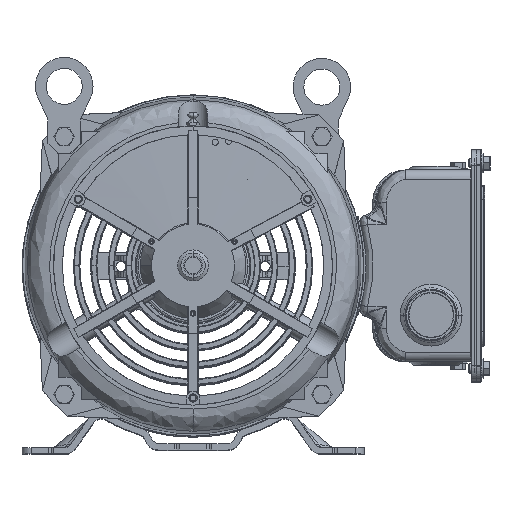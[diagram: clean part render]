
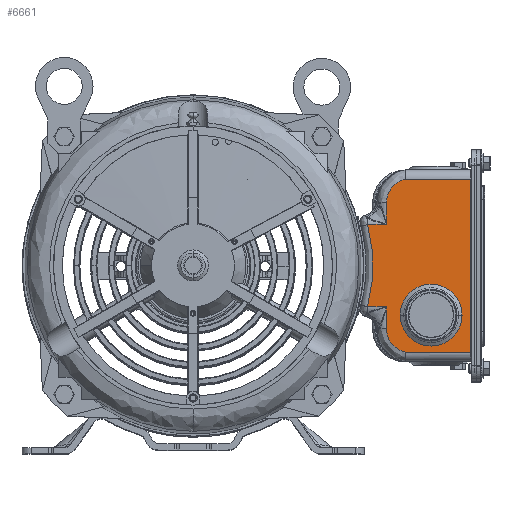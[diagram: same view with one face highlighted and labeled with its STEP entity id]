
A CAD part, top view. The second image highlights one B-rep face of the part: STEP entity #6661.
In plain terms, the highlighted planar face has unit normal (0, 0, 1).
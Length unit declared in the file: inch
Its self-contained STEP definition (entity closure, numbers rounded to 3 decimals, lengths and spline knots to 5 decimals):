
#266 = CARTESIAN_POINT ( 'NONE',  ( 5.372, 1.755, 15.5432 ) ) ;
#304 = VECTOR ( 'NONE', #23952, 39.37008 ) ;
#2072 = CARTESIAN_POINT ( 'NONE',  ( 5.91291, 2.4, 15.5432 ) ) ;
#4595 = VERTEX_POINT ( 'NONE', #123862 ) ;
#6419 = EDGE_LOOP ( 'NONE', ( #35339, #115064, #105070, #77405, #94520, #20616, #174909, #106985, #51209, #106485 ) ) ;
#6661 = ADVANCED_FACE ( 'NONE', ( #40197, #49490 ), #182161, .F. ) ;
#6792 = DIRECTION ( 'NONE',  ( 0., 0., -1. ) ) ;
#7222 = EDGE_CURVE ( 'NONE', #191070, #88920, #135383, .T. ) ;
#7518 = VERTEX_POINT ( 'NONE', #132514 ) ;
#7696 = DIRECTION ( 'NONE',  ( 1., 0., 0. ) ) ;
#18765 = CARTESIAN_POINT ( 'NONE',  ( 5.04806, -0.39042, 15.5432 ) ) ;
#20393 = AXIS2_PLACEMENT_3D ( 'NONE', #169473, #51239, #7696 ) ;
#20616 = ORIENTED_EDGE ( 'NONE', *, *, #142088, .F. ) ;
#23952 = DIRECTION ( 'NONE',  ( -1., 0., 0. ) ) ;
#24711 = CARTESIAN_POINT ( 'NONE',  ( 5.372, 1.755, 15.5432 ) ) ;
#24977 = VECTOR ( 'NONE', #46670, 39.37008 ) ;
#25177 = CARTESIAN_POINT ( 'NONE',  ( 5.372, -1.755, 15.5432 ) ) ;
#25449 = CARTESIAN_POINT ( 'NONE',  ( 7.703, -2.78, 15.5432 ) ) ;
#30353 = DIRECTION ( 'NONE',  ( 1., 0., 0. ) ) ;
#35339 = ORIENTED_EDGE ( 'NONE', *, *, #185733, .T. ) ;
#36413 = EDGE_LOOP ( 'NONE', ( #67314, #134813 ) ) ;
#38777 = EDGE_CURVE ( 'NONE', #88920, #135017, #150934, .T. ) ;
#40197 = FACE_OUTER_BOUND ( 'NONE', #6419, .T. ) ;
#42322 = AXIS2_PLACEMENT_3D ( 'NONE', #73866, #118648, #30353 ) ;
#46670 = DIRECTION ( 'NONE',  ( 1., 0., 0. ) ) ;
#46914 = EDGE_CURVE ( 'NONE', #102832, #84823, #163032, .T. ) ;
#49490 = FACE_BOUND ( 'NONE', #36413, .T. ) ;
#51209 = ORIENTED_EDGE ( 'NONE', *, *, #128081, .F. ) ;
#51239 = DIRECTION ( 'NONE',  ( 0., 0., 1. ) ) ;
#52844 = DIRECTION ( 'NONE',  ( -1., 0., 0. ) ) ;
#54543 = CARTESIAN_POINT ( 'NONE',  ( 5.372, 2.0874, 15.5432 ) ) ;
#55828 = CARTESIAN_POINT ( 'NONE',  ( 5.58559, 2.34209, 15.5432 ) ) ;
#61705 = VERTEX_POINT ( 'NONE', #149908 ) ;
#63920 = VERTEX_POINT ( 'NONE', #78712 ) ;
#64599 = CARTESIAN_POINT ( 'NONE',  ( 5.892, 1.755, 15.5432 ) ) ;
#67314 = ORIENTED_EDGE ( 'NONE', *, *, #177479, .F. ) ;
#67398 = CARTESIAN_POINT ( 'NONE',  ( 5.91291, -2.4, 15.5432 ) ) ;
#69885 = VECTOR ( 'NONE', #90483, 39.37008 ) ;
#71149 = EDGE_CURVE ( 'NONE', #167314, #191070, #117943, .T. ) ;
#73866 = CARTESIAN_POINT ( 'NONE',  ( 6.612, -1.375, 15.5432 ) ) ;
#76716 = CARTESIAN_POINT ( 'NONE',  ( 5.372, 1.145, 15.5432 ) ) ;
#77405 = ORIENTED_EDGE ( 'NONE', *, *, #7222, .F. ) ;
#78270 = DIRECTION ( 'NONE',  ( 1., 0., 0. ) ) ;
#78419 = CARTESIAN_POINT ( 'NONE',  ( 5.04806, 0.39042, 15.5432 ) ) ;
#78712 = CARTESIAN_POINT ( 'NONE',  ( 7.703, -2.4, 15.5432 ) ) ;
#78907 = CARTESIAN_POINT ( 'NONE',  ( 5.892, 2.4, 15.5432 ) ) ;
#82367 = CARTESIAN_POINT ( 'NONE',  ( 5.372, -1.755, 15.5432 ) ) ;
#82957 = CARTESIAN_POINT ( 'NONE',  ( 4.84726, 1.145, 15.5432 ) ) ;
#84823 = VERTEX_POINT ( 'NONE', #105723 ) ;
#88920 = VERTEX_POINT ( 'NONE', #121410 ) ;
#89265 =( BOUNDED_CURVE ( )  B_SPLINE_CURVE ( 3, ( #67398, #171395, #112832, #82367 ),
 .UNSPECIFIED., .F., .F. ) 
 B_SPLINE_CURVE_WITH_KNOTS ( ( 4, 4 ),
 ( 0., 1. ),
 .UNSPECIFIED. ) 
 CURVE ( )  GEOMETRIC_REPRESENTATION_ITEM ( )  RATIONAL_B_SPLINE_CURVE ( ( 1., 0.844, 0.844, 1. ) ) 
 REPRESENTATION_ITEM ( '' )  );
#90483 = DIRECTION ( 'NONE',  ( 0., 1., 0. ) ) ;
#94520 = ORIENTED_EDGE ( 'NONE', *, *, #71149, .F. ) ;
#95588 = VERTEX_POINT ( 'NONE', #153427 ) ;
#99224 = LINE ( 'NONE', #78907, #150403 ) ;
#102195 =( BOUNDED_CURVE ( )  B_SPLINE_CURVE ( 3, ( #136893, #18765, #78419, #182339 ),
 .UNSPECIFIED., .F., .F. ) 
 B_SPLINE_CURVE_WITH_KNOTS ( ( 4, 4 ),
 ( 0., 1. ),
 .UNSPECIFIED. ) 
 CURVE ( )  GEOMETRIC_REPRESENTATION_ITEM ( )  RATIONAL_B_SPLINE_CURVE ( ( 1., 0.978, 0.978, 1. ) ) 
 REPRESENTATION_ITEM ( '' )  );
#102832 = VERTEX_POINT ( 'NONE', #25177 ) ;
#105070 = ORIENTED_EDGE ( 'NONE', *, *, #38777, .F. ) ;
#105723 = CARTESIAN_POINT ( 'NONE',  ( 5.372, -1.145, 15.5432 ) ) ;
#106346 = CARTESIAN_POINT ( 'NONE',  ( 7.302, -1.375, 15.5432 ) ) ;
#106485 = ORIENTED_EDGE ( 'NONE', *, *, #126608, .F. ) ;
#106985 = ORIENTED_EDGE ( 'NONE', *, *, #46914, .F. ) ;
#112832 = CARTESIAN_POINT ( 'NONE',  ( 5.372, -2.0874, 15.5432 ) ) ;
#112868 = CARTESIAN_POINT ( 'NONE',  ( 4.987, -1.145, 15.5432 ) ) ;
#115064 = ORIENTED_EDGE ( 'NONE', *, *, #148705, .F. ) ;
#117943 = LINE ( 'NONE', #135660, #24977 ) ;
#118648 = DIRECTION ( 'NONE',  ( 0., 0., 1. ) ) ;
#121410 = CARTESIAN_POINT ( 'NONE',  ( 5.372, 1.755, 15.5432 ) ) ;
#123862 = CARTESIAN_POINT ( 'NONE',  ( 5.922, -1.375, 15.5432 ) ) ;
#125971 = CARTESIAN_POINT ( 'NONE',  ( 5.372, 1.755, 15.5432 ) ) ;
#126602 = DIRECTION ( 'NONE',  ( -1., 0., 0. ) ) ;
#126608 = EDGE_CURVE ( 'NONE', #63920, #95588, #133534, .T. ) ;
#128081 = EDGE_CURVE ( 'NONE', #95588, #102832, #89265, .T. ) ;
#128631 = AXIS2_PLACEMENT_3D ( 'NONE', #64599, #6792, #52844 ) ;
#130518 = EDGE_CURVE ( 'NONE', #84823, #61705, #137432, .T. ) ;
#132514 = CARTESIAN_POINT ( 'NONE',  ( 7.703, 2.4, 15.5432 ) ) ;
#132988 = VECTOR ( 'NONE', #171531, 39.37008 ) ;
#133534 = LINE ( 'NONE', #142223, #152209 ) ;
#134813 = ORIENTED_EDGE ( 'NONE', *, *, #185404, .F. ) ;
#135017 = VERTEX_POINT ( 'NONE', #2072 ) ;
#135383 = LINE ( 'NONE', #125971, #132988 ) ;
#135660 = CARTESIAN_POINT ( 'NONE',  ( 5.892, 1.145, 15.5432 ) ) ;
#136893 = CARTESIAN_POINT ( 'NONE',  ( 4.84726, -1.145, 15.5432 ) ) ;
#137432 = LINE ( 'NONE', #112868, #304 ) ;
#138743 = LINE ( 'NONE', #25449, #187550 ) ;
#142088 = EDGE_CURVE ( 'NONE', #61705, #167314, #102195, .T. ) ;
#142223 = CARTESIAN_POINT ( 'NONE',  ( 5.892, -2.4, 15.5432 ) ) ;
#148705 = EDGE_CURVE ( 'NONE', #135017, #7518, #99224, .T. ) ;
#149908 = CARTESIAN_POINT ( 'NONE',  ( 4.84726, -1.145, 15.5432 ) ) ;
#150403 = VECTOR ( 'NONE', #78270, 39.37008 ) ;
#150934 =( BOUNDED_CURVE ( )  B_SPLINE_CURVE ( 3, ( #24711, #54543, #55828, #173455 ),
 .UNSPECIFIED., .F., .F. ) 
 B_SPLINE_CURVE_WITH_KNOTS ( ( 4, 4 ),
 ( 0., 1. ),
 .UNSPECIFIED. ) 
 CURVE ( )  GEOMETRIC_REPRESENTATION_ITEM ( )  RATIONAL_B_SPLINE_CURVE ( ( 1., 0.844, 0.844, 1. ) ) 
 REPRESENTATION_ITEM ( '' )  );
#152209 = VECTOR ( 'NONE', #126602, 39.37008 ) ;
#153427 = CARTESIAN_POINT ( 'NONE',  ( 5.91291, -2.4, 15.5432 ) ) ;
#158328 = CIRCLE ( 'NONE', #20393, 0.69 ) ;
#159662 = VERTEX_POINT ( 'NONE', #106346 ) ;
#163032 = LINE ( 'NONE', #266, #69885 ) ;
#167314 = VERTEX_POINT ( 'NONE', #82957 ) ;
#169473 = CARTESIAN_POINT ( 'NONE',  ( 6.612, -1.375, 15.5432 ) ) ;
#171395 = CARTESIAN_POINT ( 'NONE',  ( 5.58559, -2.34209, 15.5432 ) ) ;
#171531 = DIRECTION ( 'NONE',  ( 0., 1., 0. ) ) ;
#173455 = CARTESIAN_POINT ( 'NONE',  ( 5.91291, 2.4, 15.5432 ) ) ;
#173560 = DIRECTION ( 'NONE',  ( 0., 1., 0. ) ) ;
#174909 = ORIENTED_EDGE ( 'NONE', *, *, #130518, .F. ) ;
#177479 = EDGE_CURVE ( 'NONE', #159662, #4595, #158328, .T. ) ;
#182161 = PLANE ( 'NONE',  #128631 ) ;
#182339 = CARTESIAN_POINT ( 'NONE',  ( 4.84726, 1.145, 15.5432 ) ) ;
#185404 = EDGE_CURVE ( 'NONE', #4595, #159662, #190001, .T. ) ;
#185733 = EDGE_CURVE ( 'NONE', #63920, #7518, #138743, .T. ) ;
#187550 = VECTOR ( 'NONE', #173560, 39.37008 ) ;
#190001 = CIRCLE ( 'NONE', #42322, 0.69 ) ;
#191070 = VERTEX_POINT ( 'NONE', #76716 ) ;
